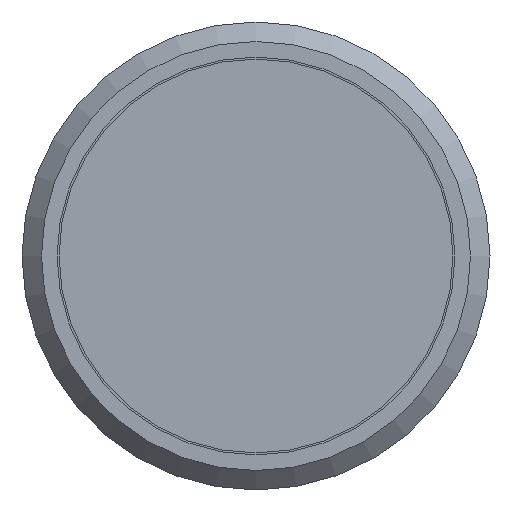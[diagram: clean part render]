
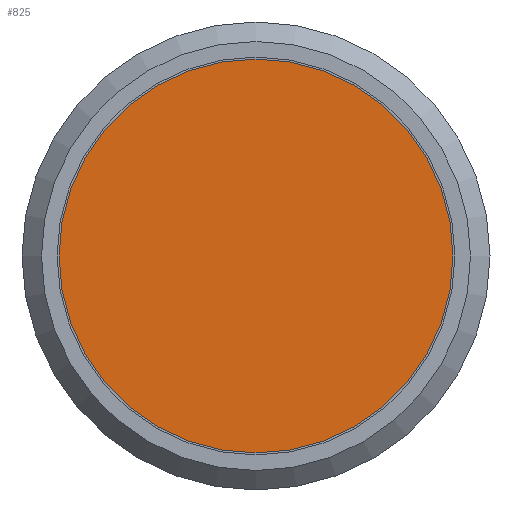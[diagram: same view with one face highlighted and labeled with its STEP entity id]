
A CAD part, front view. The second image highlights one B-rep face of the part: STEP entity #825.
In plain terms, the highlighted planar face has unit normal (0, -1, 0).
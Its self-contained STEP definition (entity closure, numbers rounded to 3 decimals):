
#195=FACE_OUTER_BOUND('',#268,.T.);
#268=EDGE_LOOP('',(#707));
#326=CIRCLE('',#952,5.05);
#398=VERTEX_POINT('',#1695);
#500=EDGE_CURVE('',#398,#398,#326,.T.);
#707=ORIENTED_EDGE('',*,*,#500,.T.);
#724=PLANE('',#953);
#825=ADVANCED_FACE('',(#195),#724,.T.);
#952=AXIS2_PLACEMENT_3D('',#1696,#1198,#1199);
#953=AXIS2_PLACEMENT_3D('',#1698,#1201,#1202);
#1198=DIRECTION('center_axis',(0.,-1.,0.));
#1199=DIRECTION('ref_axis',(1.,0.,0.));
#1201=DIRECTION('center_axis',(0.,-1.,0.));
#1202=DIRECTION('ref_axis',(0.,0.,-1.));
#1695=CARTESIAN_POINT('',(-5.05,-5.,0.));
#1696=CARTESIAN_POINT('Origin',(0.,-5.,0.));
#1698=CARTESIAN_POINT('Origin',(2.525,-5.,0.));
